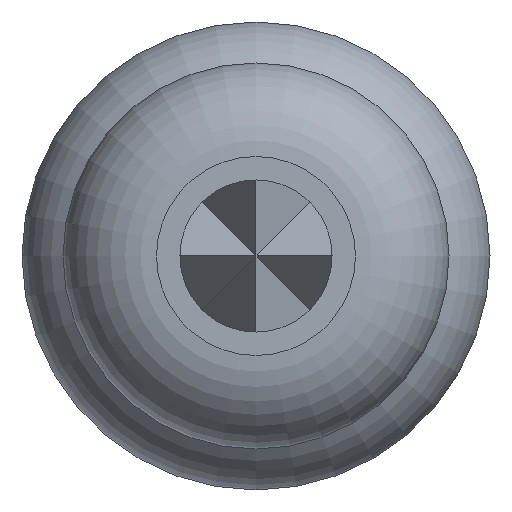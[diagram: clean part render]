
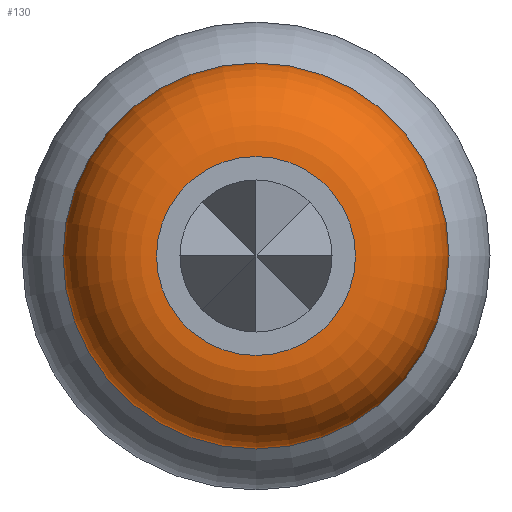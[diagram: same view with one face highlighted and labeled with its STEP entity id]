
A CAD part, front view. The second image highlights one B-rep face of the part: STEP entity #130.
In plain terms, the highlighted toroidal (fillet/blend) face has major radius 0.425 mm and minor radius 0.4 mm.
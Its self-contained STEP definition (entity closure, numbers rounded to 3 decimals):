
#18 = EDGE_CURVE ( 'NONE', #464, #464, #541, .T. ) ;
#59 = CARTESIAN_POINT ( 'NONE',  ( 0., -27., 0. ) ) ;
#82 = EDGE_LOOP ( 'NONE', ( #573 ) ) ;
#94 = CARTESIAN_POINT ( 'NONE',  ( 0., -27.4, 0.425 ) ) ;
#130 = ADVANCED_FACE ( 'NONE', ( #341, #649 ), #562, .T. ) ;
#138 = CARTESIAN_POINT ( 'NONE',  ( 0., -27., 0.825 ) ) ;
#140 = DIRECTION ( 'NONE',  ( 0., 1., 0. ) ) ;
#143 = AXIS2_PLACEMENT_3D ( 'NONE', #59, #393, #274 ) ;
#241 = VERTEX_POINT ( 'NONE', #138 ) ;
#250 = DIRECTION ( 'NONE',  ( 0., 0., 1. ) ) ;
#274 = DIRECTION ( 'NONE',  ( 0., 0., 1. ) ) ;
#290 = AXIS2_PLACEMENT_3D ( 'NONE', #426, #363, #484 ) ;
#331 = AXIS2_PLACEMENT_3D ( 'NONE', #580, #140, #250 ) ;
#341 = FACE_OUTER_BOUND ( 'NONE', #645, .T. ) ;
#363 = DIRECTION ( 'NONE',  ( 0., 1., 0. ) ) ;
#393 = DIRECTION ( 'NONE',  ( 0., 1., 0. ) ) ;
#426 = CARTESIAN_POINT ( 'NONE',  ( 0., -27., 0. ) ) ;
#464 = VERTEX_POINT ( 'NONE', #94 ) ;
#484 = DIRECTION ( 'NONE',  ( 0., 0., 1. ) ) ;
#541 = CIRCLE ( 'NONE', #331, 0.425 ) ;
#562 = TOROIDAL_SURFACE ( 'NONE', #143, 0.425, 0.4 ) ;
#573 = ORIENTED_EDGE ( 'NONE', *, *, #18, .T. ) ;
#577 = ORIENTED_EDGE ( 'NONE', *, *, #643, .F. ) ;
#580 = CARTESIAN_POINT ( 'NONE',  ( 0., -27.4, 0. ) ) ;
#604 = CIRCLE ( 'NONE', #290, 0.825 ) ;
#643 = EDGE_CURVE ( 'NONE', #241, #241, #604, .T. ) ;
#645 = EDGE_LOOP ( 'NONE', ( #577 ) ) ;
#649 = FACE_OUTER_BOUND ( 'NONE', #82, .T. ) ;
